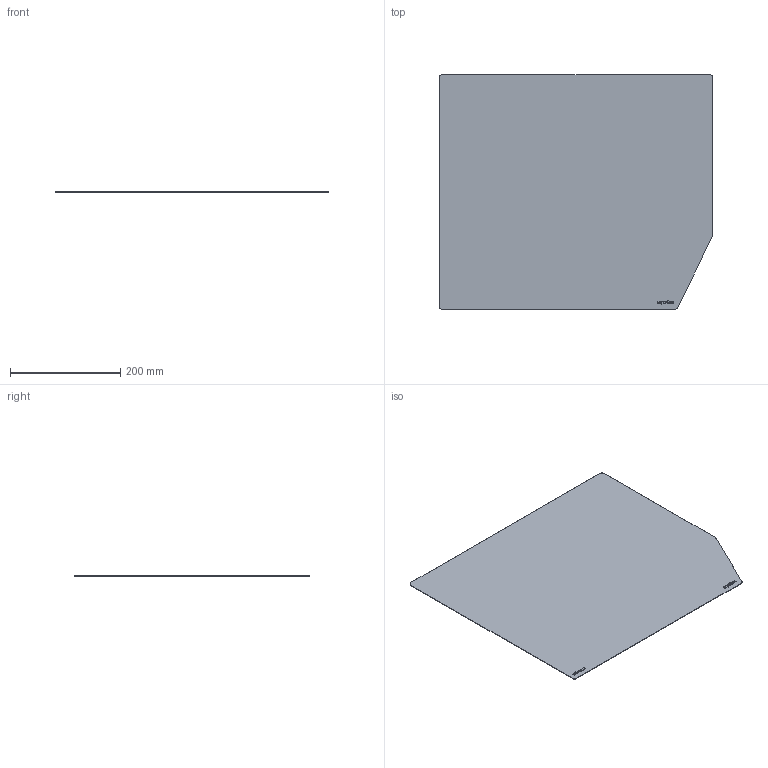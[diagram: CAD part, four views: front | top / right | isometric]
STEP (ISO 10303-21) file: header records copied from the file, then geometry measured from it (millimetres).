
FILE_DESCRIPTION(/* description */ (''),/* implementation_level */ '2;1');
FILE_NAME(/* name */ '3D_100-1207-XX_re_1 106662.stp',/* time_stamp */ '2022-03-17T14:25:44+01:00',/* author */ ('ps'),/* organization */ (''),/* preprocessor_version */ 'ST-DEVELOPER v18.1',/* originating_system */ 'Autodesk Inventor 2021',/* authorisation */ '');
FILE_SCHEMA (('CONFIG_CONTROL_DESIGN'));
Length unit declared in the file: millimetre
Products named in the file (2): Silikonmatten 3/3 B600 re 1er; Silikonmatte 3_3 B600
Assembly tree (1 placements, depth 2):
  Silikonmatten 3/3 B600 re 1er
    Silikonmatte 3_3 B600
Bounding box: 496 x 425 x 1 mm (x, y, z)
Volume: 206379.3 mm3; surface area: 414789.4 mm2
Topology: 1 solids, 1 shells, 192 faces, 516 edges, 344 vertices
Faces by surface type: plane 141, cylinder 51
Entity records: 6268 total; most frequent: CARTESIAN_POINT 1056, ORIENTED_EDGE 1032, DIRECTION 1010, EDGE_CURVE 516, LINE 414, VECTOR 414, VERTEX_POINT 344, AXIS2_PLACEMENT_3D 298
